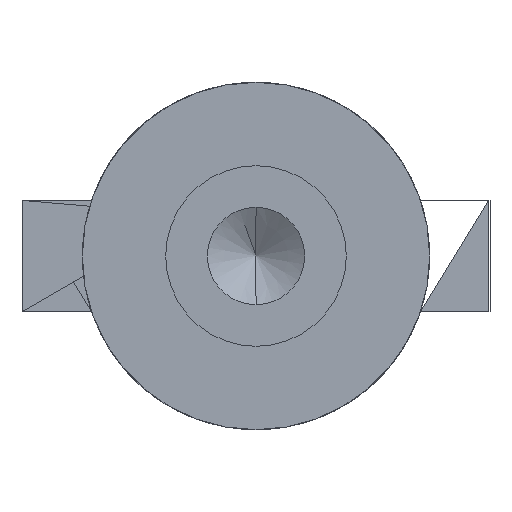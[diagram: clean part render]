
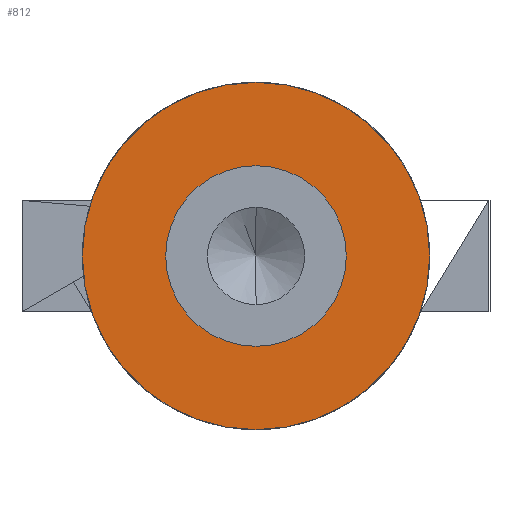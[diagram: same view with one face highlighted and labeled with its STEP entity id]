
A CAD part, front view. The second image highlights one B-rep face of the part: STEP entity #812.
In plain terms, the highlighted planar face has unit normal (0, -1, 0).
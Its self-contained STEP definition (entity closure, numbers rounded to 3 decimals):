
#23 = CARTESIAN_POINT ( 'NONE',  ( 0., -62., 25. ) ) ;
#140 = VERTEX_POINT ( 'NONE', #3289 ) ;
#153 = DIRECTION ( 'NONE',  ( 0., 0., -1. ) ) ;
#165 = DIRECTION ( 'NONE',  ( 0., -1., 0. ) ) ;
#295 = VERTEX_POINT ( 'NONE', #1749 ) ;
#433 = DIRECTION ( 'NONE',  ( 0., 0., -1. ) ) ;
#546 = ORIENTED_EDGE ( 'NONE', *, *, #3330, .T. ) ;
#630 = CIRCLE ( 'NONE', #1084, 25. ) ;
#680 = DIRECTION ( 'NONE',  ( 0., -1., 0. ) ) ;
#712 = DIRECTION ( 'NONE',  ( 0., 0., -1. ) ) ;
#798 = ORIENTED_EDGE ( 'NONE', *, *, #3398, .F. ) ;
#812 = ADVANCED_FACE ( 'NONE', ( #1552, #3200 ), #2163, .T. ) ;
#1084 = AXIS2_PLACEMENT_3D ( 'NONE', #1176, #2476, #2241 ) ;
#1131 = CARTESIAN_POINT ( 'NONE',  ( 0., -62., 0. ) ) ;
#1163 = CIRCLE ( 'NONE', #1252, 25. ) ;
#1176 = CARTESIAN_POINT ( 'NONE',  ( 0., -62., 0. ) ) ;
#1252 = AXIS2_PLACEMENT_3D ( 'NONE', #3061, #680, #712 ) ;
#1298 = EDGE_LOOP ( 'NONE', ( #798, #2839 ) ) ;
#1449 = DIRECTION ( 'NONE',  ( 0., -1., 0. ) ) ;
#1552 = FACE_BOUND ( 'NONE', #1298, .T. ) ;
#1749 = CARTESIAN_POINT ( 'NONE',  ( 0., -62., -25. ) ) ;
#1756 = CARTESIAN_POINT ( 'NONE',  ( 0., -62., 0. ) ) ;
#1844 = CIRCLE ( 'NONE', #3228, 13. ) ;
#1855 = VERTEX_POINT ( 'NONE', #2291 ) ;
#1913 = DIRECTION ( 'NONE',  ( 0., 0., -1. ) ) ;
#2163 = PLANE ( 'NONE',  #2362 ) ;
#2241 = DIRECTION ( 'NONE',  ( 0., 0., -1. ) ) ;
#2267 = EDGE_CURVE ( 'NONE', #3075, #295, #1163, .T. ) ;
#2291 = CARTESIAN_POINT ( 'NONE',  ( 0., -62., -13. ) ) ;
#2362 = AXIS2_PLACEMENT_3D ( 'NONE', #1131, #3208, #1913 ) ;
#2476 = DIRECTION ( 'NONE',  ( 0., -1., 0. ) ) ;
#2587 = ORIENTED_EDGE ( 'NONE', *, *, #2267, .T. ) ;
#2746 = AXIS2_PLACEMENT_3D ( 'NONE', #1756, #1449, #433 ) ;
#2839 = ORIENTED_EDGE ( 'NONE', *, *, #2892, .F. ) ;
#2885 = CIRCLE ( 'NONE', #2746, 13. ) ;
#2892 = EDGE_CURVE ( 'NONE', #140, #1855, #2885, .T. ) ;
#3061 = CARTESIAN_POINT ( 'NONE',  ( 0., -62., 0. ) ) ;
#3075 = VERTEX_POINT ( 'NONE', #23 ) ;
#3200 = FACE_OUTER_BOUND ( 'NONE', #3388, .T. ) ;
#3208 = DIRECTION ( 'NONE',  ( 0., -1., 0. ) ) ;
#3228 = AXIS2_PLACEMENT_3D ( 'NONE', #3300, #165, #153 ) ;
#3289 = CARTESIAN_POINT ( 'NONE',  ( 0., -62., 13. ) ) ;
#3300 = CARTESIAN_POINT ( 'NONE',  ( 0., -62., 0. ) ) ;
#3330 = EDGE_CURVE ( 'NONE', #295, #3075, #630, .T. ) ;
#3388 = EDGE_LOOP ( 'NONE', ( #2587, #546 ) ) ;
#3398 = EDGE_CURVE ( 'NONE', #1855, #140, #1844, .T. ) ;
